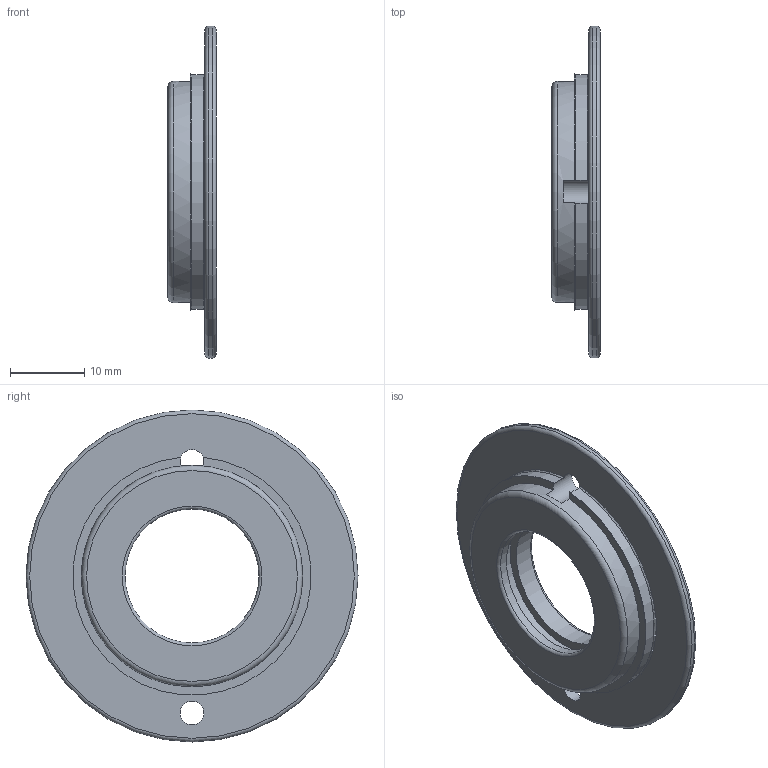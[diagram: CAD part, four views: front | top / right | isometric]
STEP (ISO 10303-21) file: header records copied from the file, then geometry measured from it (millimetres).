
FILE_DESCRIPTION(/* description */ (''),/* implementation_level */ '2;1');
FILE_NAME(/* name */ 'SXC25-M180.step',/* time_stamp */ '2021-02-01T11:53:06-06:00',/* author */ (''),/* organization */ (''),/* preprocessor_version */ 'ST-DEVELOPER v18.1',/* originating_system */ 'Autodesk Translation Framework v9.7.1.1290',/* authorisation */ '');
FILE_SCHEMA (('AUTOMOTIVE_DESIGN { 1 0 10303 214 3 1 1 }'));
Length unit declared in the file: millimetre
Products named in the file (1): SXC25-M180
Bounding box: 6.5 x 44.85 x 44.85 mm (x, y, z)
Volume: 4189.6 mm3; surface area: 3788.1 mm2
Topology: 1 solids, 1 shells, 22 faces, 50 edges, 32 vertices
Faces by surface type: cylinder 8, plane 7, torus 7
Full cylindrical faces by diameter (mm): 3.2 x2, 18.1 x2, 20.46 x1, 29.884 x1, 44.85 x1
Entity records: 718 total; most frequent: CARTESIAN_POINT 149, DIRECTION 127, ORIENTED_EDGE 100, AXIS2_PLACEMENT_3D 58, EDGE_CURVE 50, CIRCLE 35, VERTEX_POINT 32, EDGE_LOOP 30
